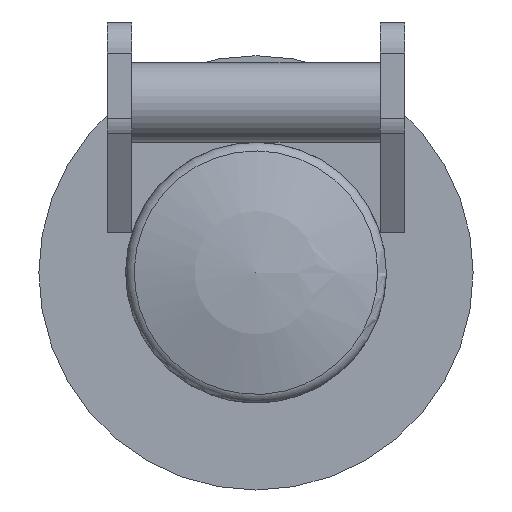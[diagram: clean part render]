
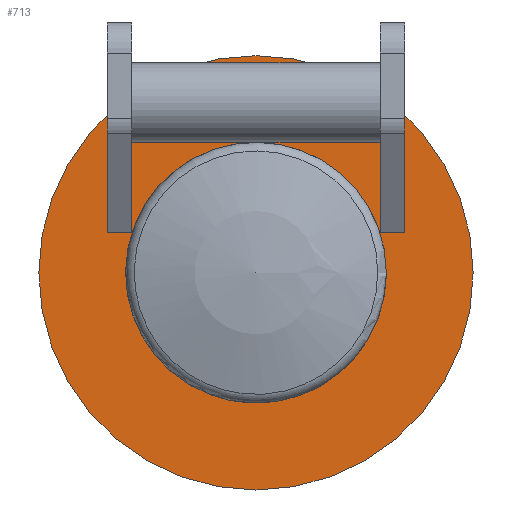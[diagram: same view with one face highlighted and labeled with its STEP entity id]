
A CAD part, front view. The second image highlights one B-rep face of the part: STEP entity #713.
In plain terms, the highlighted planar face has unit normal (0, -1, 0).
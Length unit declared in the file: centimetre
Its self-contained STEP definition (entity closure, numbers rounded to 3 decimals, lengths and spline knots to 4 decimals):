
#83=FACE_BOUND('',#196,.T.);
#128=FACE_OUTER_BOUND('',#195,.T.);
#195=EDGE_LOOP('',(#639));
#196=EDGE_LOOP('',(#640));
#328=CIRCLE('',#803,0.8);
#329=CIRCLE('',#805,3.5);
#392=VERTEX_POINT('',#1234);
#393=VERTEX_POINT('',#1237);
#476=EDGE_CURVE('',#392,#392,#328,.T.);
#477=EDGE_CURVE('',#393,#393,#329,.T.);
#639=ORIENTED_EDGE('',*,*,#477,.T.);
#640=ORIENTED_EDGE('',*,*,#476,.T.);
#670=PLANE('',#804);
#713=ADVANCED_FACE('',(#128,#83),#670,.F.);
#803=AXIS2_PLACEMENT_3D('',#1235,#1023,#1024);
#804=AXIS2_PLACEMENT_3D('',#1236,#1025,#1026);
#805=AXIS2_PLACEMENT_3D('',#1238,#1027,#1028);
#1023=DIRECTION('center_axis',(0.,1.,0.));
#1024=DIRECTION('ref_axis',(-1.,0.,0.));
#1025=DIRECTION('center_axis',(0.,1.,0.));
#1026=DIRECTION('ref_axis',(-1.,0.,0.));
#1027=DIRECTION('center_axis',(0.,-1.,0.));
#1028=DIRECTION('ref_axis',(-1.,0.,0.));
#1234=CARTESIAN_POINT('',(-0.8,30.8,0.));
#1235=CARTESIAN_POINT('Origin',(0.,30.8,0.));
#1236=CARTESIAN_POINT('Origin',(0.,30.8,0.));
#1237=CARTESIAN_POINT('',(-3.5,30.8,0.));
#1238=CARTESIAN_POINT('Origin',(0.,30.8,0.));
